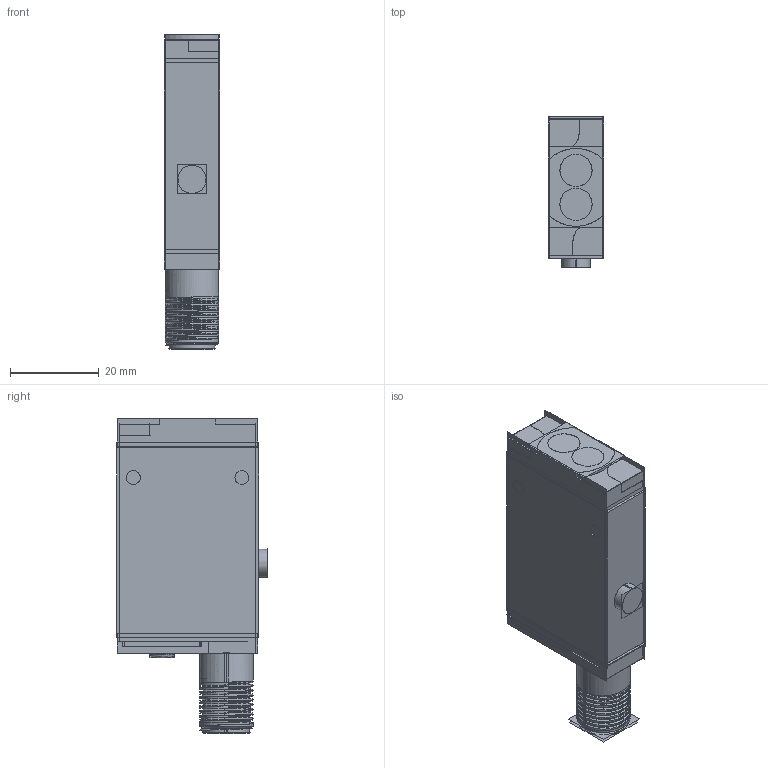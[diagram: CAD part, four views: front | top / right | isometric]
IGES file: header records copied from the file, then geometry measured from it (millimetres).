
Start section:  PTC IGES file: 154484_sm01.igs
Global section: file name: 154484_sm01.igs; native system: Creo Parametric by PTC Inc.; preprocessor: 2022414; author: banengservice; organization: Unknown; date: 20250919.092907; units: millimetre
Bounding box: 12.52 x 33.99 x 71.08 mm (x, y, z)
Volume: 20253 mm3; surface area: 31396.3 mm2
Topology: 1 solids, 1 shells, 384 faces, 1956 edges, 2482 vertices
Faces by surface type: revolution 212, bspline 172
